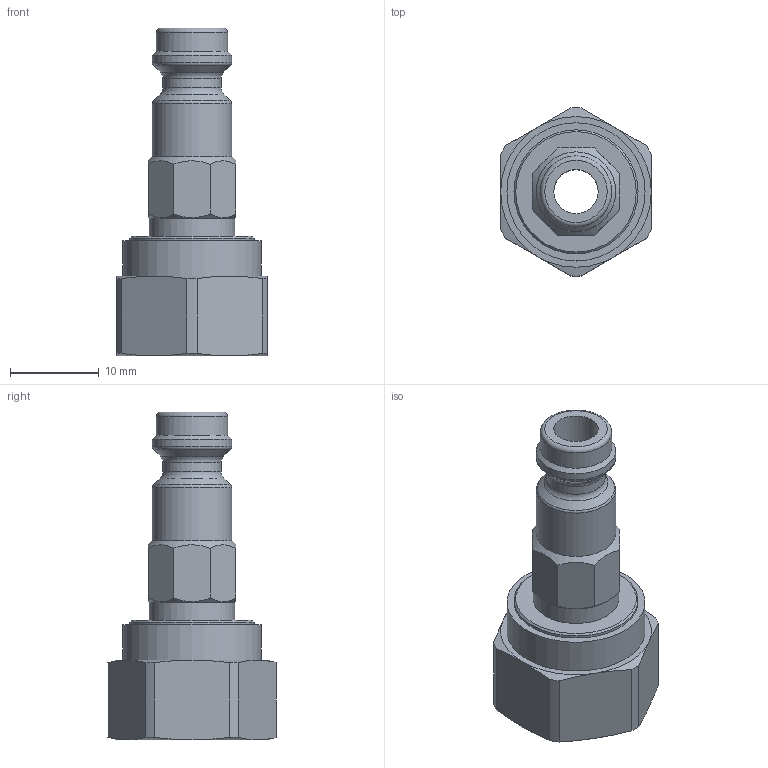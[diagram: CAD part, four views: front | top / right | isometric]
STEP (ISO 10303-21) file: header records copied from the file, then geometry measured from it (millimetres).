
FILE_DESCRIPTION(/* description */ (''),/* implementation_level */ '2;1');
FILE_NAME(/* name */ 'ksgi_18_nw5-roc.stp',/* time_stamp */ '2017-12-07T10:50:09+01:00',/* author */ ('Hamoud'),/* organization */ (''),/* preprocessor_version */ 'ST-DEVELOPER v15.6',/* originating_system */ 'Autodesk Inventor LT ',/* authorisation */ '');
FILE_SCHEMA (('AUTOMOTIVE_DESIGN { 1 0 10303 214 3 1 1 }'));
Length unit declared in the file: millimetre
Products named in the file (1): ksgi_18_nw5-roc
Bounding box: 17 x 19 x 37 mm (x, y, z)
Volume: 3559.6 mm3; surface area: 2588 mm2
Topology: 1 solids, 2 shells, 61 faces, 137 edges, 82 vertices
Faces by surface type: plane 20, cone 19, cylinder 16, torus 6
Full cylindrical faces by diameter (mm): 5 x1, 6.6 x1, 8.05 x1, 8.566 x1, 8.96 x2, 9.7 x1, 13.99 x1, 14 x1, 15.6 x1
Entity records: 1606 total; most frequent: CARTESIAN_POINT 332, DIRECTION 246, ORIENTED_EDGE 222, AXIS2_PLACEMENT_3D 113, EDGE_CURVE 111, EDGE_LOOP 90, VERTEX_POINT 79, FACE_OUTER_BOUND 61
